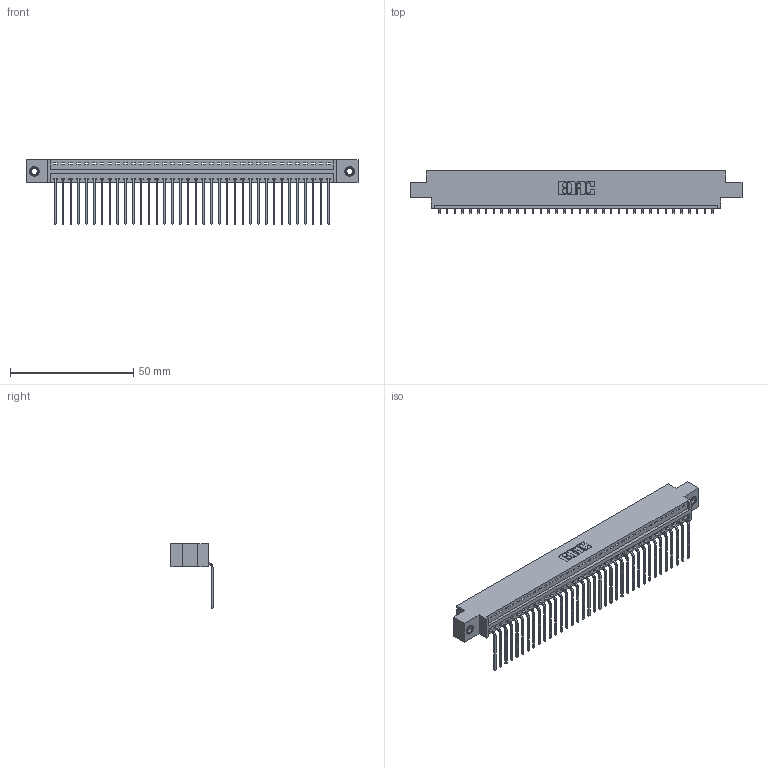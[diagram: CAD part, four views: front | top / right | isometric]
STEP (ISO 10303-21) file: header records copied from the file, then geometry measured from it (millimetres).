
FILE_DESCRIPTION (( 'STEP AP203' ), '1' );
FILE_NAME ('396-036-559-607.STEP', '2018-09-06T05:31:09', ( '' ), ( '' ), 'SwSTEP 2.0', 'SolidWorks 2016', '' );
FILE_SCHEMA (( 'CONFIG_CONTROL_DESIGN' ));
Length unit declared in the file: inch
Products named in the file (4): 346 Part_0.170 Offset - 0.156 Dia-TI; 345-292-001_558 559 Tail - 1; 345-250-001_345-250-005-103; 396-036-559-607
Assembly tree (39 placements, depth 2):
  396-036-559-607
    346 Part_0.170 Offset - 0.156 Dia-TI
    345-292-001_558 559 Tail - 1  x36
    345-250-001_345-250-005-103  x2
Bounding box: 134.87 x 17.08 x 26.16 mm (x, y, z)
Volume: 12820.9 mm3; surface area: 16870.3 mm2
Topology: 39 solids, 39 shells, 2346 faces, 7029 edges, 4630 vertices
Faces by surface type: plane 1624, cylinder 706, cone 12, torus 4
Entity records: 24552 total; most frequent: CARTESIAN_POINT 4195, ORIENTED_EDGE 4158, DIRECTION 3733, EDGE_CURVE 2079, LINE 1783, VECTOR 1783, VERTEX_POINT 1380, AXIS2_PLACEMENT_3D 975
